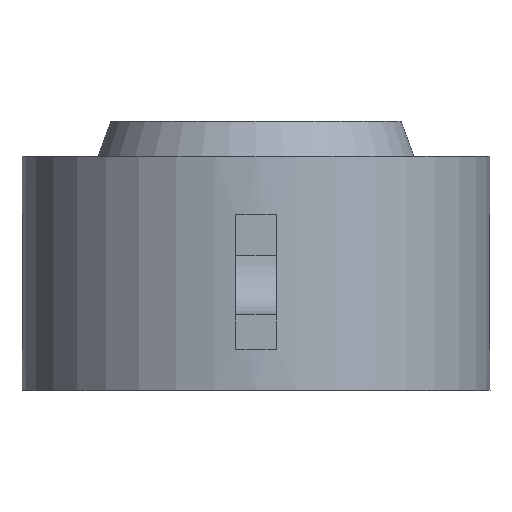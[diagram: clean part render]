
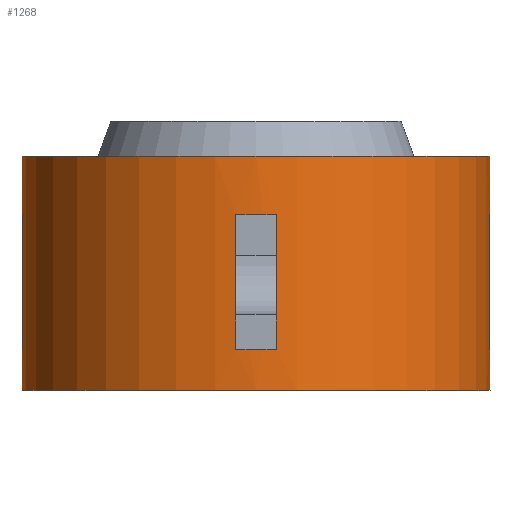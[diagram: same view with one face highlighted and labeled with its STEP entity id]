
A CAD part, top view. The second image highlights one B-rep face of the part: STEP entity #1268.
In plain terms, the highlighted cylindrical face has radius 20 mm (diameter 40 mm), a full revolution.
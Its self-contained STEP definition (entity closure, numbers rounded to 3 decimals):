
#39=CYLINDRICAL_SURFACE('',#1426,20.);
#43=LINE('',#1851,#157);
#54=LINE('',#1885,#168);
#70=LINE('',#1930,#184);
#81=LINE('',#1964,#195);
#97=LINE('',#2011,#211);
#108=LINE('',#2045,#222);
#127=LINE('',#2108,#241);
#141=LINE('',#2140,#255);
#151=LINE('',#2186,#265);
#152=LINE('',#2187,#266);
#157=VECTOR('',#1466,10.);
#168=VECTOR('',#1495,10.);
#184=VECTOR('',#1545,10.);
#195=VECTOR('',#1574,10.);
#211=VECTOR('',#1626,10.);
#222=VECTOR('',#1655,10.);
#241=VECTOR('',#1720,10.);
#255=VECTOR('',#1748,10.);
#265=VECTOR('',#1812,20.);
#266=VECTOR('',#1813,20.);
#273=FACE_BOUND('',#462,.T.);
#274=FACE_BOUND('',#463,.T.);
#275=FACE_BOUND('',#464,.T.);
#386=FACE_OUTER_BOUND('',#461,.T.);
#461=EDGE_LOOP('',(#1168,#1169,#1170,#1171,#1172,#1173,#1174,#1175,#1176,
#1177,#1178,#1179));
#462=EDGE_LOOP('',(#1180,#1181,#1182,#1183));
#463=EDGE_LOOP('',(#1184,#1185,#1186,#1187));
#464=EDGE_LOOP('',(#1188,#1189,#1190,#1191));
#471=CIRCLE('',#1299,20.);
#476=CIRCLE('',#1307,20.);
#487=CIRCLE('',#1329,20.);
#488=CIRCLE('',#1333,20.);
#499=CIRCLE('',#1355,20.);
#500=CIRCLE('',#1359,20.);
#501=CIRCLE('',#1360,20.);
#512=CIRCLE('',#1382,20.);
#513=CIRCLE('',#1383,20.);
#524=CIRCLE('',#1404,20.);
#525=CIRCLE('',#1408,20.);
#533=CIRCLE('',#1427,20.);
#537=VERTEX_POINT('',#1829);
#541=VERTEX_POINT('',#1841);
#542=VERTEX_POINT('',#1842);
#545=VERTEX_POINT('',#1850);
#559=VERTEX_POINT('',#1884);
#567=VERTEX_POINT('',#1920);
#568=VERTEX_POINT('',#1921);
#571=VERTEX_POINT('',#1929);
#585=VERTEX_POINT('',#1963);
#593=VERTEX_POINT('',#1999);
#594=VERTEX_POINT('',#2000);
#597=VERTEX_POINT('',#2006);
#598=VERTEX_POINT('',#2010);
#612=VERTEX_POINT('',#2044);
#620=VERTEX_POINT('',#2075);
#632=VERTEX_POINT('',#2105);
#633=VERTEX_POINT('',#2107);
#643=VERTEX_POINT('',#2137);
#644=VERTEX_POINT('',#2139);
#653=VERTEX_POINT('',#2184);
#658=EDGE_CURVE('',#537,#537,#471,.T.);
#663=EDGE_CURVE('',#541,#542,#476,.T.);
#667=EDGE_CURVE('',#542,#545,#43,.T.);
#684=EDGE_CURVE('',#559,#541,#54,.T.);
#700=EDGE_CURVE('',#545,#559,#487,.T.);
#702=EDGE_CURVE('',#567,#568,#488,.T.);
#706=EDGE_CURVE('',#568,#571,#70,.T.);
#723=EDGE_CURVE('',#585,#567,#81,.T.);
#739=EDGE_CURVE('',#571,#585,#499,.T.);
#741=EDGE_CURVE('',#593,#594,#500,.T.);
#745=EDGE_CURVE('',#594,#597,#501,.T.);
#746=EDGE_CURVE('',#597,#598,#97,.T.);
#763=EDGE_CURVE('',#612,#593,#108,.T.);
#779=EDGE_CURVE('',#598,#620,#512,.T.);
#780=EDGE_CURVE('',#620,#612,#513,.T.);
#794=EDGE_CURVE('',#633,#632,#127,.T.);
#810=EDGE_CURVE('',#644,#643,#141,.T.);
#815=EDGE_CURVE('',#632,#644,#524,.T.);
#819=EDGE_CURVE('',#643,#633,#525,.T.);
#831=EDGE_CURVE('',#653,#653,#533,.T.);
#832=EDGE_CURVE('',#653,#620,#151,.T.);
#833=EDGE_CURVE('',#594,#537,#152,.T.);
#1168=ORIENTED_EDGE('',*,*,#831,.F.);
#1169=ORIENTED_EDGE('',*,*,#832,.T.);
#1170=ORIENTED_EDGE('',*,*,#780,.T.);
#1171=ORIENTED_EDGE('',*,*,#763,.T.);
#1172=ORIENTED_EDGE('',*,*,#741,.T.);
#1173=ORIENTED_EDGE('',*,*,#833,.T.);
#1174=ORIENTED_EDGE('',*,*,#658,.T.);
#1175=ORIENTED_EDGE('',*,*,#833,.F.);
#1176=ORIENTED_EDGE('',*,*,#745,.T.);
#1177=ORIENTED_EDGE('',*,*,#746,.T.);
#1178=ORIENTED_EDGE('',*,*,#779,.T.);
#1179=ORIENTED_EDGE('',*,*,#832,.F.);
#1180=ORIENTED_EDGE('',*,*,#700,.T.);
#1181=ORIENTED_EDGE('',*,*,#684,.T.);
#1182=ORIENTED_EDGE('',*,*,#663,.T.);
#1183=ORIENTED_EDGE('',*,*,#667,.T.);
#1184=ORIENTED_EDGE('',*,*,#739,.T.);
#1185=ORIENTED_EDGE('',*,*,#723,.T.);
#1186=ORIENTED_EDGE('',*,*,#702,.T.);
#1187=ORIENTED_EDGE('',*,*,#706,.T.);
#1188=ORIENTED_EDGE('',*,*,#819,.T.);
#1189=ORIENTED_EDGE('',*,*,#794,.T.);
#1190=ORIENTED_EDGE('',*,*,#815,.T.);
#1191=ORIENTED_EDGE('',*,*,#810,.T.);
#1268=ADVANCED_FACE('',(#386,#273,#274,#275),#39,.T.);
#1299=AXIS2_PLACEMENT_3D('',#1830,#1443,#1444);
#1307=AXIS2_PLACEMENT_3D('',#1843,#1459,#1460);
#1329=AXIS2_PLACEMENT_3D('',#1915,#1529,#1530);
#1333=AXIS2_PLACEMENT_3D('',#1922,#1538,#1539);
#1355=AXIS2_PLACEMENT_3D('',#1994,#1608,#1609);
#1359=AXIS2_PLACEMENT_3D('',#2001,#1617,#1618);
#1360=AXIS2_PLACEMENT_3D('',#2008,#1622,#1623);
#1382=AXIS2_PLACEMENT_3D('',#2076,#1689,#1690);
#1383=AXIS2_PLACEMENT_3D('',#2077,#1691,#1692);
#1404=AXIS2_PLACEMENT_3D('',#2148,#1757,#1758);
#1408=AXIS2_PLACEMENT_3D('',#2155,#1768,#1769);
#1426=AXIS2_PLACEMENT_3D('',#2183,#1808,#1809);
#1427=AXIS2_PLACEMENT_3D('',#2185,#1810,#1811);
#1443=DIRECTION('center_axis',(0.,-1.,0.));
#1444=DIRECTION('ref_axis',(1.,0.,0.));
#1459=DIRECTION('center_axis',(0.,1.,0.));
#1460=DIRECTION('ref_axis',(1.,0.,0.));
#1466=DIRECTION('',(0.,-1.,0.));
#1495=DIRECTION('',(0.,1.,0.));
#1529=DIRECTION('center_axis',(0.,-1.,0.));
#1530=DIRECTION('ref_axis',(1.,0.,0.));
#1538=DIRECTION('center_axis',(0.,1.,0.));
#1539=DIRECTION('ref_axis',(1.,0.,0.));
#1545=DIRECTION('',(0.,-1.,0.));
#1574=DIRECTION('',(0.,1.,0.));
#1608=DIRECTION('center_axis',(0.,-1.,0.));
#1609=DIRECTION('ref_axis',(1.,0.,0.));
#1617=DIRECTION('center_axis',(0.,1.,0.));
#1618=DIRECTION('ref_axis',(1.,0.,0.));
#1622=DIRECTION('center_axis',(0.,1.,0.));
#1623=DIRECTION('ref_axis',(1.,0.,0.));
#1626=DIRECTION('',(0.,-1.,0.));
#1655=DIRECTION('',(0.,1.,0.));
#1689=DIRECTION('center_axis',(0.,-1.,0.));
#1690=DIRECTION('ref_axis',(1.,0.,0.));
#1691=DIRECTION('center_axis',(0.,-1.,0.));
#1692=DIRECTION('ref_axis',(1.,0.,0.));
#1720=DIRECTION('',(0.,1.,0.));
#1748=DIRECTION('',(0.,-1.,0.));
#1757=DIRECTION('center_axis',(0.,1.,0.));
#1758=DIRECTION('ref_axis',(1.,0.,0.));
#1768=DIRECTION('center_axis',(0.,-1.,0.));
#1769=DIRECTION('ref_axis',(1.,0.,0.));
#1808=DIRECTION('center_axis',(0.,-1.,0.));
#1809=DIRECTION('ref_axis',(1.,0.,0.));
#1810=DIRECTION('center_axis',(0.,-1.,0.));
#1811=DIRECTION('ref_axis',(1.,0.,0.));
#1812=DIRECTION('',(0.,1.,0.));
#1813=DIRECTION('',(0.,1.,0.));
#1829=CARTESIAN_POINT('',(-20.,20.,0.));
#1830=CARTESIAN_POINT('Origin',(0.,20.,0.));
#1841=CARTESIAN_POINT('',(19.923,15.,1.75));
#1842=CARTESIAN_POINT('',(19.923,15.,-1.75));
#1843=CARTESIAN_POINT('Origin',(0.,15.,0.));
#1850=CARTESIAN_POINT('',(19.923,3.5,-1.75));
#1851=CARTESIAN_POINT('',(19.923,10.,-1.75));
#1884=CARTESIAN_POINT('',(19.923,3.5,1.75));
#1885=CARTESIAN_POINT('',(19.923,10.,1.75));
#1915=CARTESIAN_POINT('Origin',(0.,3.5,
0.));
#1920=CARTESIAN_POINT('',(1.75,15.,-19.923));
#1921=CARTESIAN_POINT('',(-1.75,15.,-19.923));
#1922=CARTESIAN_POINT('Origin',(0.,15.,0.));
#1929=CARTESIAN_POINT('',(-1.75,3.5,-19.923));
#1930=CARTESIAN_POINT('',(-1.75,10.,-19.923));
#1963=CARTESIAN_POINT('',(1.75,3.5,-19.923));
#1964=CARTESIAN_POINT('',(1.75,10.,-19.923));
#1994=CARTESIAN_POINT('Origin',(0.,3.5,0.));
#1999=CARTESIAN_POINT('',(-19.923,15.,-1.75));
#2000=CARTESIAN_POINT('',(-20.,15.,0.));
#2001=CARTESIAN_POINT('Origin',(0.,15.,0.));
#2006=CARTESIAN_POINT('',(-19.923,15.,1.75));
#2008=CARTESIAN_POINT('Origin',(0.,15.,0.));
#2010=CARTESIAN_POINT('',(-19.923,3.5,1.75));
#2011=CARTESIAN_POINT('',(-19.923,10.,1.75));
#2044=CARTESIAN_POINT('',(-19.923,3.5,-1.75));
#2045=CARTESIAN_POINT('',(-19.923,10.,-1.75));
#2075=CARTESIAN_POINT('',(-20.,3.5,0.));
#2076=CARTESIAN_POINT('Origin',(0.,3.5,0.));
#2077=CARTESIAN_POINT('Origin',(0.,3.5,0.));
#2105=CARTESIAN_POINT('',(-1.75,15.,19.923));
#2107=CARTESIAN_POINT('',(-1.75,3.5,19.923));
#2108=CARTESIAN_POINT('',(-1.75,10.,19.923));
#2137=CARTESIAN_POINT('',(1.75,3.5,19.923));
#2139=CARTESIAN_POINT('',(1.75,15.,19.923));
#2140=CARTESIAN_POINT('',(1.75,10.,19.923));
#2148=CARTESIAN_POINT('Origin',(0.,15.,0.));
#2155=CARTESIAN_POINT('Origin',(0.,3.5,0.));
#2183=CARTESIAN_POINT('Origin',(0.,10.,0.));
#2184=CARTESIAN_POINT('',(-20.,0.,0.));
#2185=CARTESIAN_POINT('Origin',(0.,0.,
0.));
#2186=CARTESIAN_POINT('',(-20.,10.,0.));
#2187=CARTESIAN_POINT('',(-20.,10.,0.));
